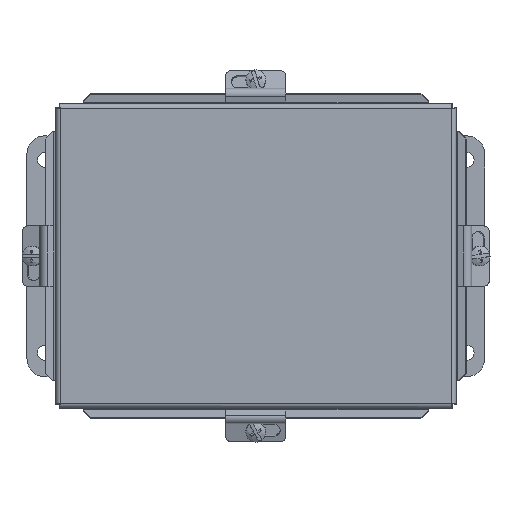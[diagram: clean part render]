
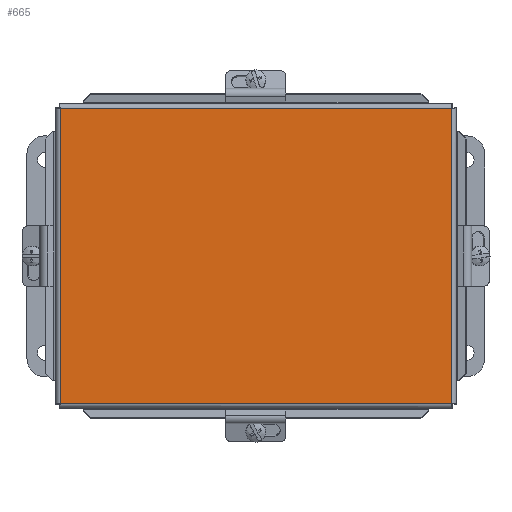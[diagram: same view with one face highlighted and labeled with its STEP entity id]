
A CAD part, top view. The second image highlights one B-rep face of the part: STEP entity #665.
In plain terms, the highlighted face is planar.
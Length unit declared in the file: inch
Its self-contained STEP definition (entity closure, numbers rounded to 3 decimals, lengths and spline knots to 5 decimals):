
#158 = CARTESIAN_POINT ( 'NONE',  ( 0.09375, 0.09375, 0. ) ) ;
#196 = ORIENTED_EDGE ( 'NONE', *, *, #3164, .T. ) ;
#665 = ADVANCED_FACE ( 'NONE', ( #11250 ), #2508, .F. ) ;
#694 = DIRECTION ( 'NONE',  ( 0., 1., 0. ) ) ;
#1325 = CARTESIAN_POINT ( 'NONE',  ( 6.21625, 0.09375, 0. ) ) ;
#1938 = LINE ( 'NONE', #1325, #12676 ) ;
#2108 = DIRECTION ( 'NONE',  ( 1., 0., 0. ) ) ;
#2148 = DIRECTION ( 'NONE',  ( 0., 0., 1. ) ) ;
#2165 = CARTESIAN_POINT ( 'NONE',  ( 3.155, 4.155, 0. ) ) ;
#2320 = EDGE_CURVE ( 'NONE', #6593, #12002, #7196, .T. ) ;
#2469 = CARTESIAN_POINT ( 'NONE',  ( 0.09375, 0.09375, 0. ) ) ;
#2508 = PLANE ( 'NONE',  #13022 ) ;
#3164 = EDGE_CURVE ( 'NONE', #12002, #13210, #7006, .T. ) ;
#3264 = LINE ( 'NONE', #6566, #8529 ) ;
#3342 = CARTESIAN_POINT ( 'NONE',  ( 6.21625, 0.09375, 0. ) ) ;
#6223 = VERTEX_POINT ( 'NONE', #3342 ) ;
#6566 = CARTESIAN_POINT ( 'NONE',  ( 6.21625, 8.21625, 0. ) ) ;
#6593 = VERTEX_POINT ( 'NONE', #158 ) ;
#6755 = ORIENTED_EDGE ( 'NONE', *, *, #2320, .T. ) ;
#6773 = CARTESIAN_POINT ( 'NONE',  ( 6.21625, 8.21625, 0. ) ) ;
#6908 = DIRECTION ( 'NONE',  ( 0., -1., 0. ) ) ;
#6915 = ORIENTED_EDGE ( 'NONE', *, *, #7363, .T. ) ;
#7006 = LINE ( 'NONE', #10943, #10409 ) ;
#7191 = EDGE_LOOP ( 'NONE', ( #6915, #12701, #6755, #196 ) ) ;
#7196 = LINE ( 'NONE', #2469, #9153 ) ;
#7363 = EDGE_CURVE ( 'NONE', #13210, #6223, #3264, .T. ) ;
#8529 = VECTOR ( 'NONE', #6908, 39.37008 ) ;
#8798 = DIRECTION ( 'NONE',  ( -1., 0., 0. ) ) ;
#9153 = VECTOR ( 'NONE', #694, 39.37008 ) ;
#10409 = VECTOR ( 'NONE', #10839, 39.37008 ) ;
#10649 = EDGE_CURVE ( 'NONE', #6223, #6593, #1938, .T. ) ;
#10839 = DIRECTION ( 'NONE',  ( 1., 0., 0. ) ) ;
#10943 = CARTESIAN_POINT ( 'NONE',  ( 0.09375, 8.21625, 0. ) ) ;
#11250 = FACE_OUTER_BOUND ( 'NONE', #7191, .T. ) ;
#12002 = VERTEX_POINT ( 'NONE', #12194 ) ;
#12194 = CARTESIAN_POINT ( 'NONE',  ( 0.09375, 8.21625, 0. ) ) ;
#12676 = VECTOR ( 'NONE', #8798, 39.37008 ) ;
#12701 = ORIENTED_EDGE ( 'NONE', *, *, #10649, .T. ) ;
#13022 = AXIS2_PLACEMENT_3D ( 'NONE', #2165, #2148, #2108 ) ;
#13210 = VERTEX_POINT ( 'NONE', #6773 ) ;
